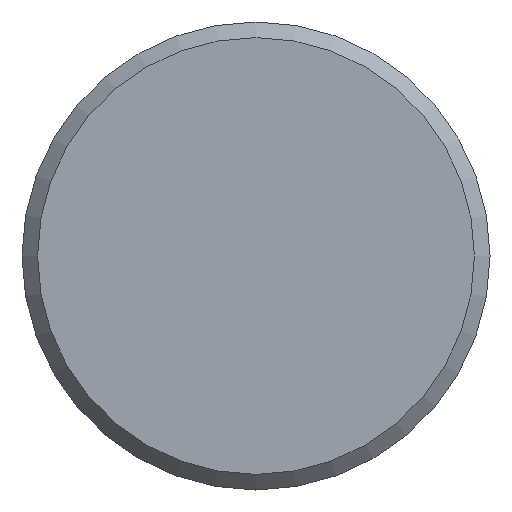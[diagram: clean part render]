
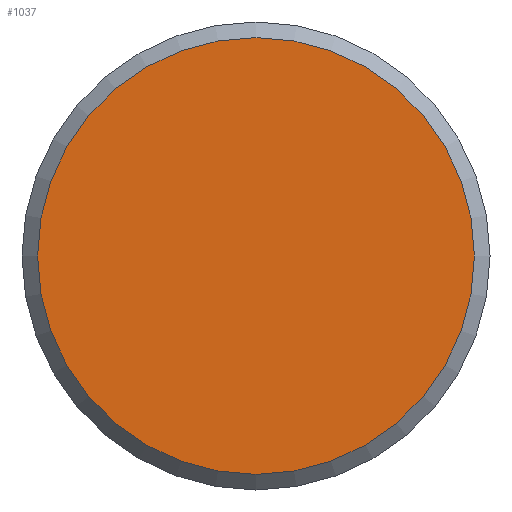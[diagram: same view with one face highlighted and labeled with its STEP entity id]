
A CAD part, front view. The second image highlights one B-rep face of the part: STEP entity #1037.
In plain terms, the highlighted planar face has unit normal (0, -1, 0).
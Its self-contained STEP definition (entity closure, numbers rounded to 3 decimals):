
#113=PLANE('',#1226);
#156=FACE_OUTER_BOUND('',#214,.T.);
#214=EDGE_LOOP('',(#749));
#472=CIRCLE('',#1220,2.8);
#490=VERTEX_POINT('',#1528);
#590=EDGE_CURVE('',#490,#490,#472,.T.);
#749=ORIENTED_EDGE('',*,*,#590,.F.);
#1037=ADVANCED_FACE('',(#156),#113,.T.);
#1220=AXIS2_PLACEMENT_3D('',#1529,#1293,#1294);
#1226=AXIS2_PLACEMENT_3D('',#1541,#1307,#1308);
#1293=DIRECTION('center_axis',(0.,1.,0.));
#1294=DIRECTION('ref_axis',(-1.,0.,0.));
#1307=DIRECTION('center_axis',(0.,-1.,0.));
#1308=DIRECTION('ref_axis',(0.,0.,-1.));
#1528=CARTESIAN_POINT('',(2.8,0.,0.));
#1529=CARTESIAN_POINT('Origin',(0.,0.,0.));
#1541=CARTESIAN_POINT('Origin',(0.,0.,0.));
